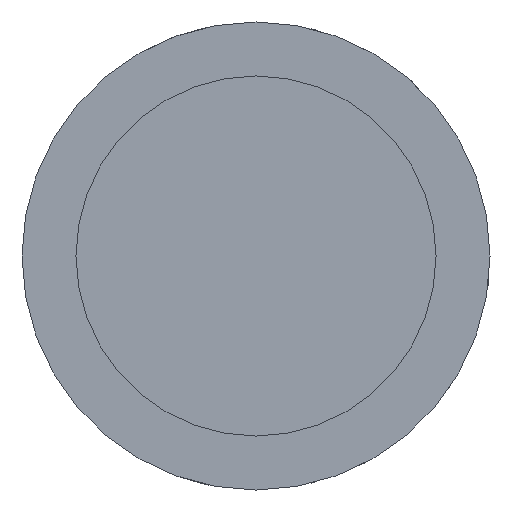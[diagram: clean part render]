
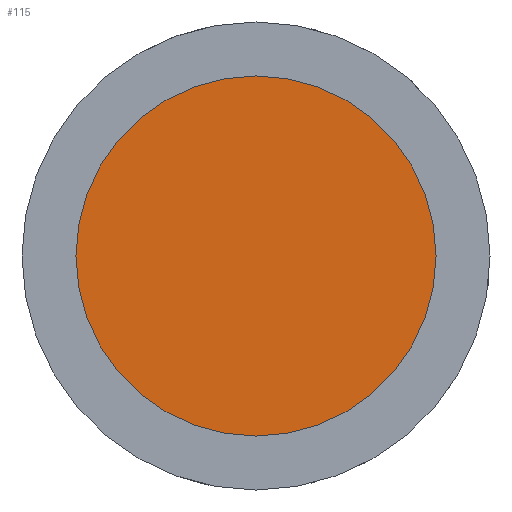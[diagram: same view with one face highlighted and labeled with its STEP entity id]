
A CAD part, front view. The second image highlights one B-rep face of the part: STEP entity #115.
In plain terms, the highlighted planar face has unit normal (0, -1, 0).
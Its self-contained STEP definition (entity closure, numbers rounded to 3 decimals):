
#41=PLANE('',#168);
#57=FACE_OUTER_BOUND('',#65,.T.);
#65=EDGE_LOOP('',(#104));
#71=CIRCLE('',#167,0.769);
#77=VERTEX_POINT('',#242);
#86=EDGE_CURVE('',#77,#77,#71,.F.);
#104=ORIENTED_EDGE('',*,*,#86,.T.);
#115=ADVANCED_FACE('',(#57),#41,.T.);
#167=AXIS2_PLACEMENT_3D('',#243,#204,#205);
#168=AXIS2_PLACEMENT_3D('',#245,#207,#208);
#204=DIRECTION('center_axis',(0.,1.,0.));
#205=DIRECTION('ref_axis',(1.,0.,0.));
#207=DIRECTION('center_axis',(0.,-1.,0.));
#208=DIRECTION('ref_axis',(0.,0.,-1.));
#242=CARTESIAN_POINT('',(-0.769,-2.,0.));
#243=CARTESIAN_POINT('Origin',(0.,-2.,0.));
#245=CARTESIAN_POINT('Origin',(0.,-2.,0.));
